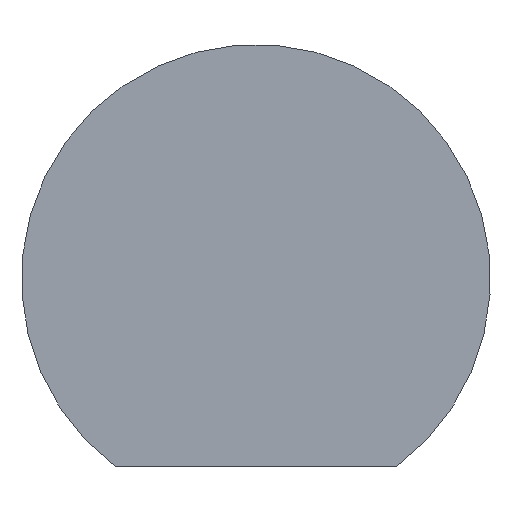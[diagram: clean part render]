
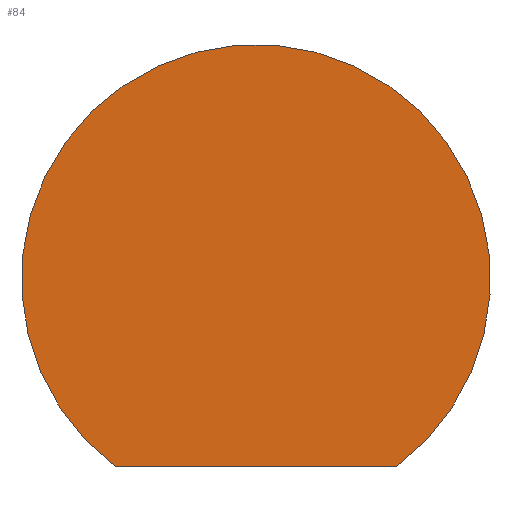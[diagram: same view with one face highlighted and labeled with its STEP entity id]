
A CAD part, front view. The second image highlights one B-rep face of the part: STEP entity #84.
In plain terms, the highlighted planar face has unit normal (0, -1, 0).
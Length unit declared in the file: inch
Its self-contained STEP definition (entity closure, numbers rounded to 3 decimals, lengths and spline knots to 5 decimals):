
#3 = AXIS2_PLACEMENT_3D ( 'NONE', #18, #34, #100 ) ;
#9 = DIRECTION ( 'NONE',  ( 0., 1., 0. ) ) ;
#12 = AXIS2_PLACEMENT_3D ( 'NONE', #126, #9, #171 ) ;
#18 = CARTESIAN_POINT ( 'NONE',  ( 0., 0., 0. ) ) ;
#34 = DIRECTION ( 'NONE',  ( 0., 1., 0. ) ) ;
#50 = VECTOR ( 'NONE', #98, 39.37008 ) ;
#51 = LINE ( 'NONE', #113, #50 ) ;
#53 = CIRCLE ( 'NONE', #12, 0.125 ) ;
#55 = CARTESIAN_POINT ( 'NONE',  ( -0.075, 0., -0.1 ) ) ;
#58 = FACE_OUTER_BOUND ( 'NONE', #170, .T. ) ;
#73 = VERTEX_POINT ( 'NONE', #55 ) ;
#84 = ADVANCED_FACE ( 'NONE', ( #58 ), #136, .F. ) ;
#87 = VERTEX_POINT ( 'NONE', #134 ) ;
#92 = ORIENTED_EDGE ( 'NONE', *, *, #120, .F. ) ;
#97 = EDGE_CURVE ( 'NONE', #73, #87, #53, .T. ) ;
#98 = DIRECTION ( 'NONE',  ( -1., 0., 0. ) ) ;
#100 = DIRECTION ( 'NONE',  ( 0., 0., 1. ) ) ;
#109 = ORIENTED_EDGE ( 'NONE', *, *, #97, .F. ) ;
#113 = CARTESIAN_POINT ( 'NONE',  ( -0.075, 0., -0.1 ) ) ;
#120 = EDGE_CURVE ( 'NONE', #87, #73, #51, .T. ) ;
#126 = CARTESIAN_POINT ( 'NONE',  ( 0., 0., 0. ) ) ;
#134 = CARTESIAN_POINT ( 'NONE',  ( 0.075, 0., -0.1 ) ) ;
#136 = PLANE ( 'NONE',  #3 ) ;
#170 = EDGE_LOOP ( 'NONE', ( #109, #92 ) ) ;
#171 = DIRECTION ( 'NONE',  ( 0., 0., 1. ) ) ;
